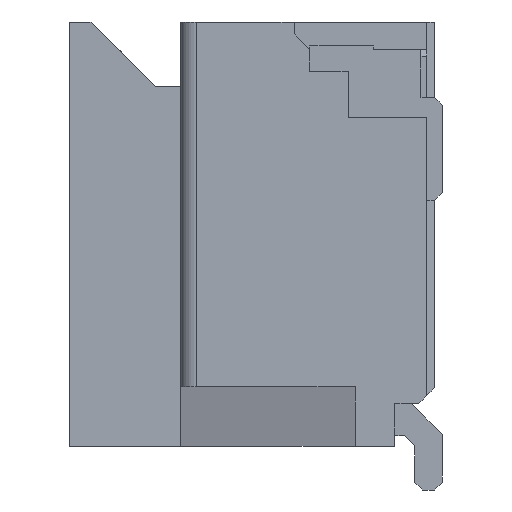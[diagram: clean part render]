
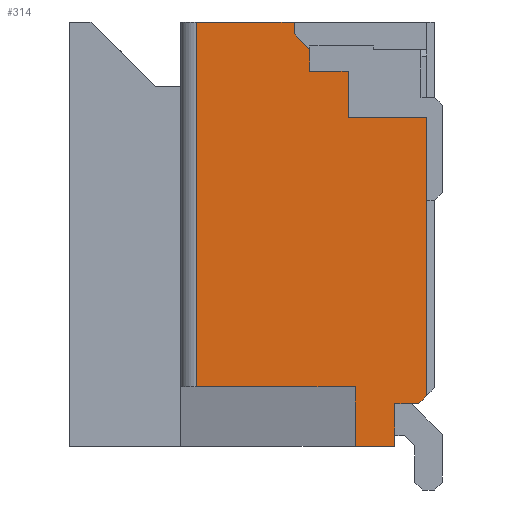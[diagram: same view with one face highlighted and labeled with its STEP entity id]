
A CAD part, left-side view. The second image highlights one B-rep face of the part: STEP entity #314.
In plain terms, the highlighted planar face has unit normal (-1, 0, 0).
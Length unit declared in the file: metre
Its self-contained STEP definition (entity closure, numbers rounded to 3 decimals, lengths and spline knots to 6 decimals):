
#314 = ADVANCED_FACE( '', ( #871 ), #872, .T. );
#871 = FACE_OUTER_BOUND( '', #1436, .T. );
#872 = PLANE( '', #1437 );
#1436 = EDGE_LOOP( '', ( #3715, #3716, #3717, #3718, #3719, #3720, #3721, #3722, #3723, #3724, #3725, #3726, #3727, #3728, #3729 ) );
#1437 = AXIS2_PLACEMENT_3D( '', #3730, #3731, #3732 );
#3715 = ORIENTED_EDGE( '', *, *, #4615, .T. );
#3716 = ORIENTED_EDGE( '', *, *, #4613, .F. );
#3717 = ORIENTED_EDGE( '', *, *, #3908, .F. );
#3718 = ORIENTED_EDGE( '', *, *, #3921, .T. );
#3719 = ORIENTED_EDGE( '', *, *, #4616, .F. );
#3720 = ORIENTED_EDGE( '', *, *, #4383, .T. );
#3721 = ORIENTED_EDGE( '', *, *, #4600, .F. );
#3722 = ORIENTED_EDGE( '', *, *, #4487, .T. );
#3723 = ORIENTED_EDGE( '', *, *, #4238, .T. );
#3724 = ORIENTED_EDGE( '', *, *, #4133, .T. );
#3725 = ORIENTED_EDGE( '', *, *, #4611, .T. );
#3726 = ORIENTED_EDGE( '', *, *, #4282, .T. );
#3727 = ORIENTED_EDGE( '', *, *, #4536, .F. );
#3728 = ORIENTED_EDGE( '', *, *, #4610, .T. );
#3729 = ORIENTED_EDGE( '', *, *, #4455, .T. );
#3730 = CARTESIAN_POINT( '', ( -0.0055, 0.0016, -0.002675 ) );
#3731 = DIRECTION( '', ( -1., 0., 0. ) );
#3732 = DIRECTION( '', ( 0., 0., 1. ) );
#3908 = EDGE_CURVE( '', #4752, #4753, #4754, .T. );
#3921 = EDGE_CURVE( '', #4752, #4776, #4778, .T. );
#4133 = EDGE_CURVE( '', #5176, #5174, #5177, .T. );
#4238 = EDGE_CURVE( '', #5361, #5176, #5362, .T. );
#4282 = EDGE_CURVE( '', #5428, #5426, #5429, .T. );
#4383 = EDGE_CURVE( '', #5589, #5587, #5590, .T. );
#4455 = EDGE_CURVE( '', #5701, #5702, #5703, .T. );
#4487 = EDGE_CURVE( '', #5747, #5361, #5748, .T. );
#4536 = EDGE_CURVE( '', #5816, #5426, #5817, .T. );
#4600 = EDGE_CURVE( '', #5747, #5587, #5887, .T. );
#4610 = EDGE_CURVE( '', #5816, #5701, #5899, .T. );
#4611 = EDGE_CURVE( '', #5174, #5428, #5900, .T. );
#4613 = EDGE_CURVE( '', #4753, #5902, #5903, .T. );
#4615 = EDGE_CURVE( '', #5702, #5902, #5905, .T. );
#4616 = EDGE_CURVE( '', #5589, #4776, #5906, .T. );
#4752 = VERTEX_POINT( '', #6109 );
#4753 = VERTEX_POINT( '', #6110 );
#4754 = LINE( '', #6111, #6112 );
#4776 = VERTEX_POINT( '', #6145 );
#4778 = LINE( '', #6148, #6149 );
#5174 = VERTEX_POINT( '', #6753 );
#5176 = VERTEX_POINT( '', #6756 );
#5177 = LINE( '', #6757, #6758 );
#5361 = VERTEX_POINT( '', #7046 );
#5362 = LINE( '', #7047, #7048 );
#5426 = VERTEX_POINT( '', #7154 );
#5428 = VERTEX_POINT( '', #7157 );
#5429 = LINE( '', #7158, #7159 );
#5587 = VERTEX_POINT( '', #7411 );
#5589 = VERTEX_POINT( '', #7414 );
#5590 = LINE( '', #7415, #7416 );
#5701 = VERTEX_POINT( '', #7595 );
#5702 = VERTEX_POINT( '', #7596 );
#5703 = LINE( '', #7597, #7598 );
#5747 = VERTEX_POINT( '', #7671 );
#5748 = LINE( '', #7672, #7673 );
#5816 = VERTEX_POINT( '', #7789 );
#5817 = LINE( '', #7790, #7791 );
#5887 = LINE( '', #7924, #7925 );
#5899 = LINE( '', #7946, #7947 );
#5900 = LINE( '', #7948, #7949 );
#5902 = VERTEX_POINT( '', #7952 );
#5903 = LINE( '', #7953, #7954 );
#5905 = LINE( '', #7957, #7958 );
#5906 = LINE( '', #7959, #7960 );
#6109 = CARTESIAN_POINT( '', ( -0.0055, -0.0011, -0.002675 ) );
#6110 = CARTESIAN_POINT( '', ( -0.0055, -0.0006, -0.002675 ) );
#6111 = CARTESIAN_POINT( '', ( -0.0055, -0.0011, -0.002675 ) );
#6112 = VECTOR( '', #8032, 1. );
#6145 = CARTESIAN_POINT( '', ( -0.0055, -0.0011, -0.002135 ) );
#6148 = CARTESIAN_POINT( '', ( -0.0055, -0.0011, -0.002675 ) );
#6149 = VECTOR( '', #8045, 1. );
#6753 = CARTESIAN_POINT( '', ( -0.0055, -0.00003, 0.002055 ) );
#6756 = CARTESIAN_POINT( '', ( -0.0055, -0.00051, 0.002055 ) );
#6757 = CARTESIAN_POINT( '', ( -0.0055, -0.00051, 0.002055 ) );
#6758 = VECTOR( '', #8261, 1. );
#7046 = CARTESIAN_POINT( '', ( -0.0055, -0.00051, 0.001475 ) );
#7047 = CARTESIAN_POINT( '', ( -0.0055, -0.00051, 0.001475 ) );
#7048 = VECTOR( '', #8366, 1. );
#7154 = CARTESIAN_POINT( '', ( -0.0055, 0.00017, 0.002525 ) );
#7157 = CARTESIAN_POINT( '', ( -0.0055, -0.00003, 0.002325 ) );
#7158 = CARTESIAN_POINT( '', ( -0.0055, -0.00003, 0.002325 ) );
#7159 = VECTOR( '', #8410, 1. );
#7411 = CARTESIAN_POINT( '', ( -0.0055, -0.0015, -0.002035 ) );
#7414 = CARTESIAN_POINT( '', ( -0.0055, -0.0014, -0.002135 ) );
#7415 = CARTESIAN_POINT( '', ( -0.0055, -0.0014, -0.002135 ) );
#7416 = VECTOR( '', #8521, 1. );
#7595 = CARTESIAN_POINT( '', ( -0.0055, 0.0014, 0.002675 ) );
#7596 = CARTESIAN_POINT( '', ( -0.0055, 0.0014, -0.001925 ) );
#7597 = CARTESIAN_POINT( '', ( -0.0055, 0.0014, 0.002675 ) );
#7598 = VECTOR( '', #8599, 1. );
#7671 = CARTESIAN_POINT( '', ( -0.0055, -0.0015, 0.001475 ) );
#7672 = CARTESIAN_POINT( '', ( -0.0055, -0.0015, 0.001475 ) );
#7673 = VECTOR( '', #8635, 1. );
#7789 = CARTESIAN_POINT( '', ( -0.0055, 0.00017, 0.002675 ) );
#7790 = CARTESIAN_POINT( '', ( -0.0055, 0.00017, 0.002675 ) );
#7791 = VECTOR( '', #8684, 1. );
#7924 = CARTESIAN_POINT( '', ( -0.0055, -0.0015, 0.001475 ) );
#7925 = VECTOR( '', #8748, 1. );
#7946 = CARTESIAN_POINT( '', ( -0.0055, 0.00017, 0.002675 ) );
#7947 = VECTOR( '', #8758, 1. );
#7948 = CARTESIAN_POINT( '', ( -0.0055, -0.00003, 0.002055 ) );
#7949 = VECTOR( '', #8759, 1. );
#7952 = CARTESIAN_POINT( '', ( -0.0055, -0.0006, -0.001925 ) );
#7953 = CARTESIAN_POINT( '', ( -0.0055, -0.0006, -0.002675 ) );
#7954 = VECTOR( '', #8761, 1. );
#7957 = CARTESIAN_POINT( '', ( -0.0055, 0.0014, -0.001925 ) );
#7958 = VECTOR( '', #8763, 1. );
#7959 = CARTESIAN_POINT( '', ( -0.0055, -0.0014, -0.002135 ) );
#7960 = VECTOR( '', #8764, 1. );
#8032 = DIRECTION( '', ( 0., 1., 0. ) );
#8045 = DIRECTION( '', ( 0., 0., 1. ) );
#8261 = DIRECTION( '', ( 0., 1., 0. ) );
#8366 = DIRECTION( '', ( 0., 0., 1. ) );
#8410 = DIRECTION( '', ( 0., 0.707, 0.707 ) );
#8521 = DIRECTION( '', ( 0., -0.707, 0.707 ) );
#8599 = DIRECTION( '', ( 0., 0., -1. ) );
#8635 = DIRECTION( '', ( 0., 1., 0. ) );
#8684 = DIRECTION( '', ( 0., 0., -1. ) );
#8748 = DIRECTION( '', ( 0., 0., -1. ) );
#8758 = DIRECTION( '', ( 0., 1., 0. ) );
#8759 = DIRECTION( '', ( 0., 0., 1. ) );
#8761 = DIRECTION( '', ( 0., 0., 1. ) );
#8763 = DIRECTION( '', ( 0., -1., 0. ) );
#8764 = DIRECTION( '', ( 0., 1., 0. ) );
